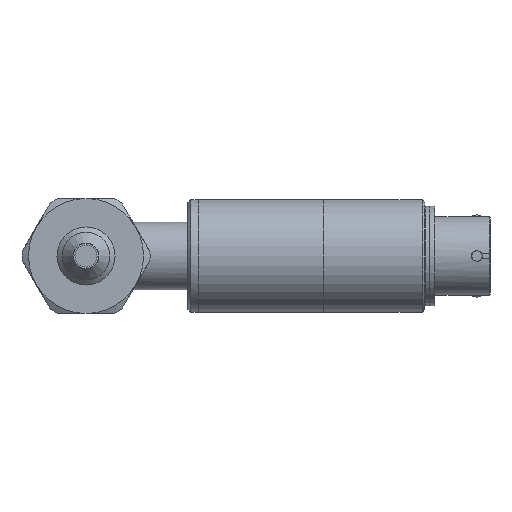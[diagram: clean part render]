
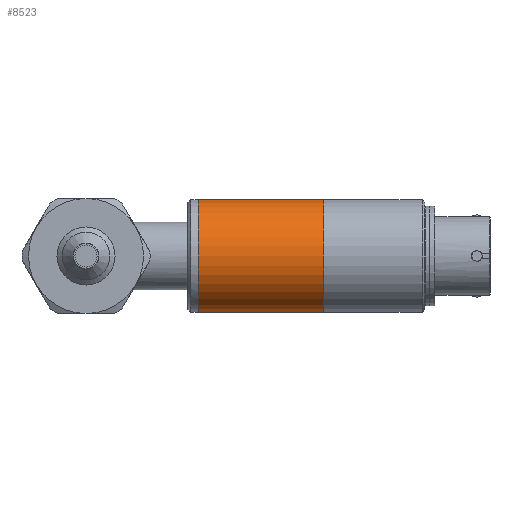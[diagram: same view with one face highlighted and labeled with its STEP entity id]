
A CAD part, front view. The second image highlights one B-rep face of the part: STEP entity #8523.
In plain terms, the highlighted cylindrical face has radius 10.8 mm (diameter 21.6 mm), a full revolution.
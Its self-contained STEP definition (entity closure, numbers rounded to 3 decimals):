
#204 = FACE_OUTER_BOUND ( 'NONE', #3039, .T. ) ;
#224 = VERTEX_POINT ( 'NONE', #7663 ) ;
#305 = FACE_OUTER_BOUND ( 'NONE', #1838, .T. ) ;
#1838 = EDGE_LOOP ( 'NONE', ( #4784 ) ) ;
#1853 = AXIS2_PLACEMENT_3D ( 'NONE', #5300, #5264, #5231 ) ;
#2621 = CIRCLE ( 'NONE', #8289, 10.8 ) ;
#2687 = ORIENTED_EDGE ( 'NONE', *, *, #2768, .F. ) ;
#2768 = EDGE_CURVE ( 'NONE', #224, #224, #2621, .T. ) ;
#3039 = EDGE_LOOP ( 'NONE', ( #2687 ) ) ;
#3082 = AXIS2_PLACEMENT_3D ( 'NONE', #10252, #10204, #10292 ) ;
#4784 = ORIENTED_EDGE ( 'NONE', *, *, #6841, .F. ) ;
#5231 = DIRECTION ( 'NONE',  ( 0., -1., 0. ) ) ;
#5264 = DIRECTION ( 'NONE',  ( -1., 0., 0. ) ) ;
#5300 = CARTESIAN_POINT ( 'NONE',  ( 21.5, 0., 0. ) ) ;
#6238 = CYLINDRICAL_SURFACE ( 'NONE', #3082, 10.8 ) ;
#6841 = EDGE_CURVE ( 'NONE', #9414, #9414, #9253, .T. ) ;
#7114 = CARTESIAN_POINT ( 'NONE',  ( 21.5, -10.8, 0. ) ) ;
#7663 = CARTESIAN_POINT ( 'NONE',  ( 45.5, 0., -10.8 ) ) ;
#7801 = DIRECTION ( 'NONE',  ( 0., 0., -1. ) ) ;
#7809 = DIRECTION ( 'NONE',  ( 1., 0., 0. ) ) ;
#7821 = CARTESIAN_POINT ( 'NONE',  ( 45.5, 0., 0. ) ) ;
#8289 = AXIS2_PLACEMENT_3D ( 'NONE', #7821, #7809, #7801 ) ;
#8523 = ADVANCED_FACE ( 'NONE', ( #305, #204 ), #6238, .T. ) ;
#9253 = CIRCLE ( 'NONE', #1853, 10.8 ) ;
#9414 = VERTEX_POINT ( 'NONE', #7114 ) ;
#10204 = DIRECTION ( 'NONE',  ( -1., 0., 0. ) ) ;
#10252 = CARTESIAN_POINT ( 'NONE',  ( 33., 0., 0. ) ) ;
#10292 = DIRECTION ( 'NONE',  ( 0., -1., 0. ) ) ;
